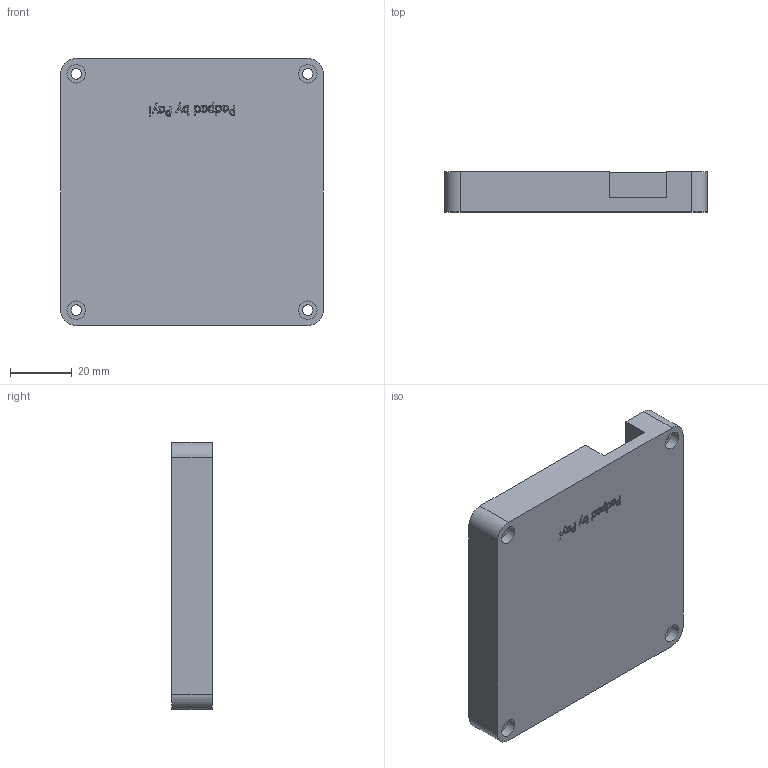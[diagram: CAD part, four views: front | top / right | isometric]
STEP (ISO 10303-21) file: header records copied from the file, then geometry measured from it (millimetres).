
FILE_DESCRIPTION(/* description */ ('','CAx-IF Rec.Pracs.---Representation and Presentation of Product Manufacturing Information (PMI)---4.0---2014-10-13'),/* implementation_level */ '2;1');
FILE_NAME(/* name */ 'e5fc184d-903d-44df-9459-be2302dabb05.stp',/* time_stamp */ '2025-02-16T20:32:48Z',/* author */ (''),/* organization */ (''),/* preprocessor_version */ 'ST-DEVELOPER v20',/* originating_system */ 'Autodesk Translation Framework v13.20.0.188',/* authorisation */ '');
FILE_SCHEMA (('AP242_MANAGED_MODEL_BASED_3D_ENGINEERING_MIM_LF { 1 0 10303 442 1 1 4 }'));
Length unit declared in the file: millimetre
Products named in the file (1): PadPad_main
Bounding box: 85 x 13 x 86.5 mm (x, y, z)
Volume: 49790.3 mm3; surface area: 22108.1 mm2
Topology: 1 solids, 1 shells, 371 faces, 1032 edges, 688 vertices
Faces by surface type: bspline 279, plane 80, cylinder 12
Full cylindrical faces by diameter (mm): 3.4 x4, 6 x4
Entity records: 14489 total; most frequent: CARTESIAN_POINT 6835, ORIENTED_EDGE 2064, EDGE_CURVE 1032, VERTEX_POINT 688, DIRECTION 684, B_SPLINE_CURVE_WITH_KNOTS 558, LINE 450, VECTOR 450
